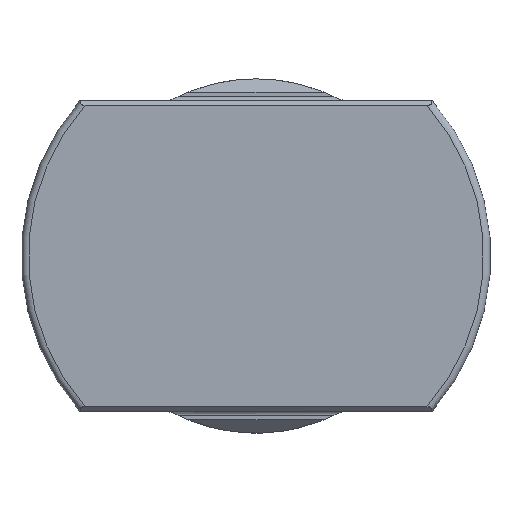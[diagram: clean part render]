
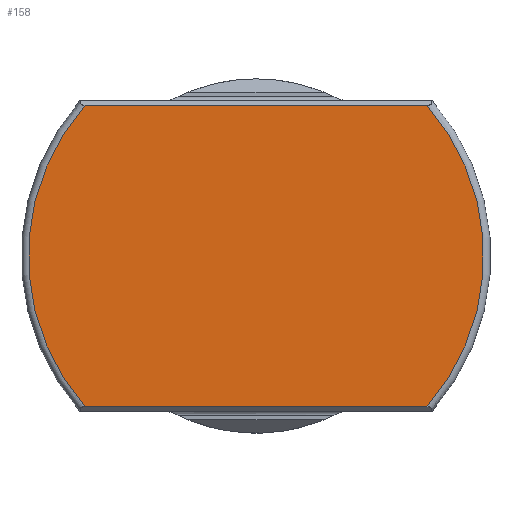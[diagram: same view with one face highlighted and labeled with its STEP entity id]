
A CAD part, left-side view. The second image highlights one B-rep face of the part: STEP entity #158.
In plain terms, the highlighted planar face has unit normal (-1, 0, 0).
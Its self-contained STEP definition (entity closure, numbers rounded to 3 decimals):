
#95=PLANE('',#566);
#113=LINE('',#1055,#127);
#114=LINE('',#1056,#128);
#127=VECTOR('',#657,1.);
#128=VECTOR('',#658,1.);
#158=ADVANCED_FACE('',(#187),#95,.F.);
#187=FACE_OUTER_BOUND('',#215,.T.);
#215=EDGE_LOOP('',(#330,#331,#332,#333));
#330=ORIENTED_EDGE('',*,*,#495,.F.);
#331=ORIENTED_EDGE('',*,*,#498,.T.);
#332=ORIENTED_EDGE('',*,*,#464,.F.);
#333=ORIENTED_EDGE('',*,*,#499,.T.);
#416=VERTEX_POINT('',#811);
#417=VERTEX_POINT('',#812);
#437=VERTEX_POINT('',#1021);
#438=VERTEX_POINT('',#1023);
#464=EDGE_CURVE('',#416,#417,#518,.T.);
#495=EDGE_CURVE('',#437,#438,#527,.T.);
#498=EDGE_CURVE('',#437,#417,#113,.T.);
#499=EDGE_CURVE('',#416,#438,#114,.T.);
#518=CIRCLE('',#544,25.7);
#527=CIRCLE('',#564,25.7);
#544=AXIS2_PLACEMENT_3D('',#810,#611,#612);
#564=AXIS2_PLACEMENT_3D('',#1022,#653,#654);
#566=AXIS2_PLACEMENT_3D('',#1057,#659,#660);
#611=DIRECTION('',(1.,0.,0.));
#612=DIRECTION('',(0.,0.,1.));
#653=DIRECTION('',(1.,0.,0.));
#654=DIRECTION('',(0.,0.,1.));
#657=DIRECTION('',(0.,-1.,0.));
#658=DIRECTION('',(0.,1.,0.));
#659=DIRECTION('',(1.,0.,0.));
#660=DIRECTION('',(0.,0.,-1.));
#810=CARTESIAN_POINT('',(0.,0.,0.));
#811=CARTESIAN_POINT('',(0.,-19.274,17.));
#812=CARTESIAN_POINT('',(0.,-19.274,-17.));
#1021=CARTESIAN_POINT('',(0.,19.274,-17.));
#1022=CARTESIAN_POINT('',(0.,0.,0.));
#1023=CARTESIAN_POINT('',(0.,19.274,17.));
#1055=CARTESIAN_POINT('',(0.,25.7,-17.));
#1056=CARTESIAN_POINT('',(0.,25.7,17.));
#1057=CARTESIAN_POINT('',(0.,25.7,0.));
